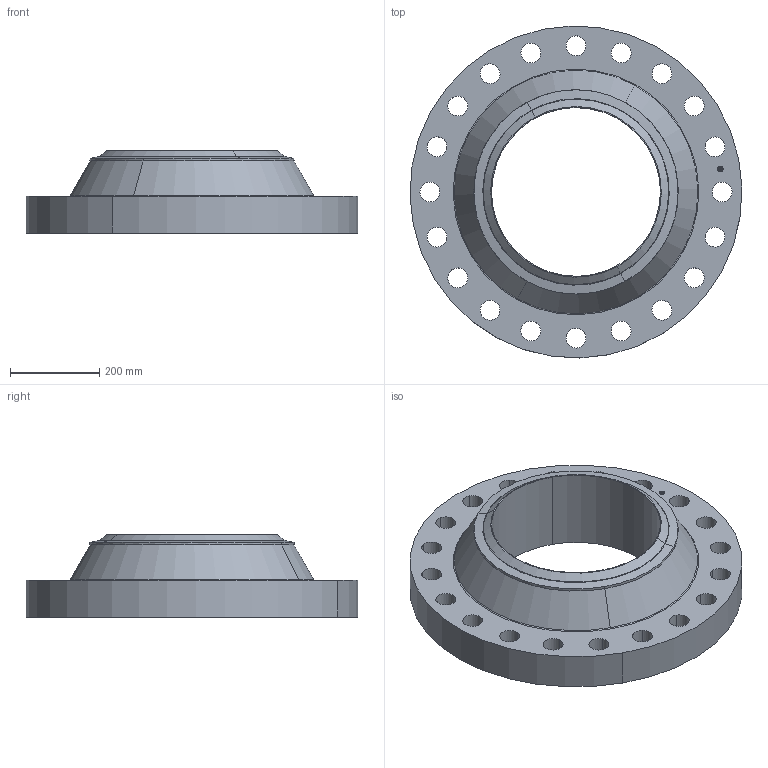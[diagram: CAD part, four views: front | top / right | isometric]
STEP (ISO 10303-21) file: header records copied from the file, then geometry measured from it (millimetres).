
FILE_DESCRIPTION(('3D STEP'),'2;1');
FILE_NAME('18-600-WELD-NECK-FF-140-FLANGE.stp','2013-01-27T01:43:10+00:00',('Texas Flange'),(''),'CATIA Version 5 Release 20 SP 6 (IN-10)','CATIA V5 STEP AP214','800-826-3801');
FILE_SCHEMA(('AUTOMOTIVE_DESIGN { 1 0 10303 214 1 1 1 1 }'));
Length unit declared in the file: inch
Products named in the file (1): 18-600-WELD-NECK-FF-140-FLANGE
Bounding box: 742.74 x 742.74 x 184.15 mm (x, y, z)
Volume: 31375888.8 mm3; surface area: 1309256 mm2
Topology: 1 solids, 1 shells, 444 faces, 1264 edges, 840 vertices
Faces by surface type: plane 368, cylinder 66, cone 6, torus 4
Entity records: 16555 total; most frequent: ORIENTED_EDGE 2528, CARTESIAN_POINT 2487, DIRECTION 2028, EDGE_CURVE 1264, VECTOR 1116, LINE 1116, VERTEX_POINT 840, AXIS2_PLACEMENT_3D 531
